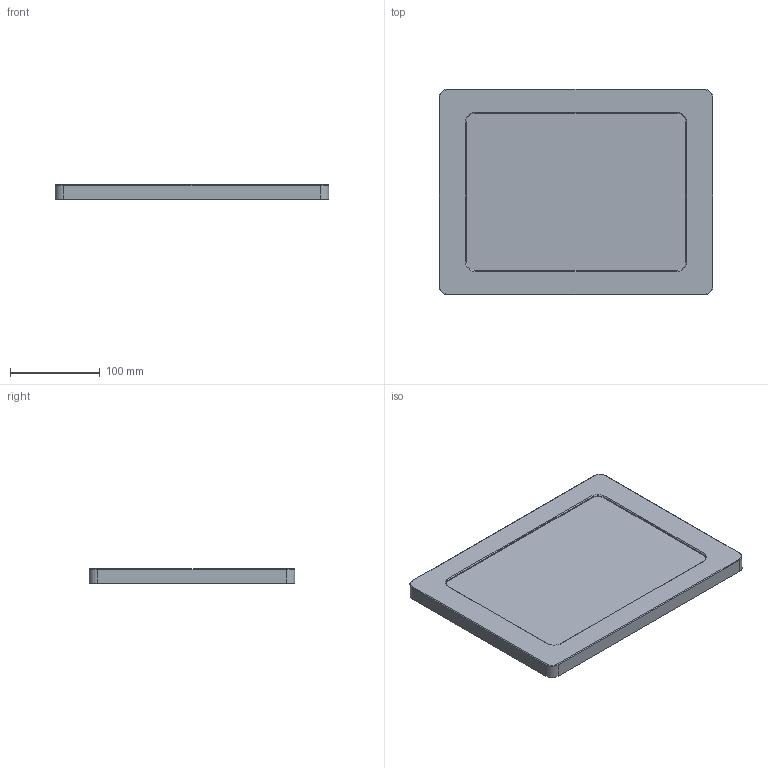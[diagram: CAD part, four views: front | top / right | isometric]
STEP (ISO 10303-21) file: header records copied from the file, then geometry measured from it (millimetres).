
FILE_DESCRIPTION(/* description */ (''),/* implementation_level */ '2;1');
FILE_NAME(/* name */ 'VB_VESA_IPRO110.stp',/* time_stamp */ '2019-08-29T18:29:17-04:00',/* author */ ('NickC'),/* organization */ (''),/* preprocessor_version */ 'ST-DEVELOPER v17',/* originating_system */ 'Autodesk Inventor 2019',/* authorisation */ '');
FILE_SCHEMA (('AUTOMOTIVE_DESIGN { 1 0 10303 214 3 1 1 }'));
Length unit declared in the file: inch
Products named in the file (1): Part1
Bounding box: 304.79 x 229.32 x 16.24 mm (x, y, z)
Volume: 955666.6 mm3; surface area: 246048.5 mm2
Topology: 1 solids, 8 shells, 831 faces, 2089 edges, 1376 vertices
Faces by surface type: plane 538, cone 123, cylinder 122, bspline 48
Full cylindrical faces by diameter (mm): 2.438 x41, 3.251 x4, 3.306 x16, 4.166 x8, 4.978 x8, 38.1 x1
Entity records: 28685 total; most frequent: CARTESIAN_POINT 8455, ORIENTED_EDGE 4178, DIRECTION 3737, EDGE_CURVE 2089, LINE 1401, VECTOR 1401, VERTEX_POINT 1376, AXIS2_PLACEMENT_3D 1168
